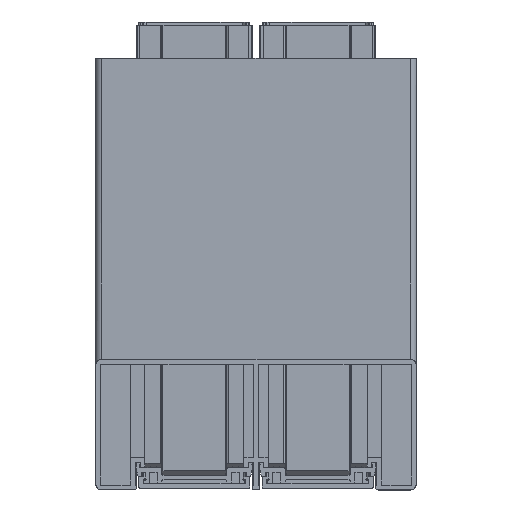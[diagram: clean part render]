
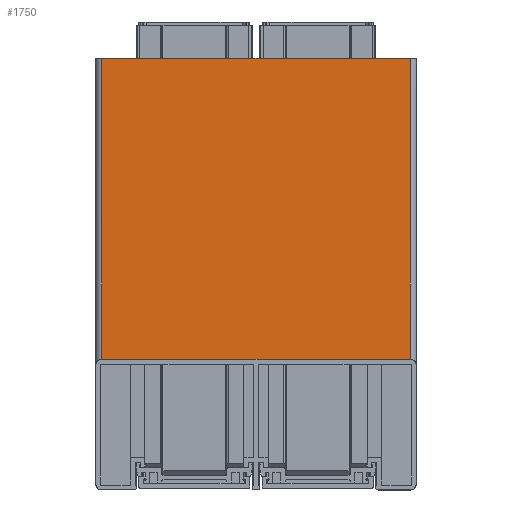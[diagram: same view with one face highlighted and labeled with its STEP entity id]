
A CAD part, front view. The second image highlights one B-rep face of the part: STEP entity #1750.
In plain terms, the highlighted planar face has unit normal (0, -1, 0).
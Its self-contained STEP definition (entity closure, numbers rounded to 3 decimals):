
#2 = VECTOR ( 'NONE', #2866, 1000. ) ;
#169 = EDGE_CURVE ( 'NONE', #5049, #2142, #538, .T. ) ;
#212 = VERTEX_POINT ( 'NONE', #352 ) ;
#229 = VECTOR ( 'NONE', #2265, 1000. ) ;
#291 = EDGE_CURVE ( 'NONE', #1761, #212, #3936, .T. ) ;
#352 = CARTESIAN_POINT ( 'NONE',  ( 62.5, -53., 0. ) ) ;
#424 = ORIENTED_EDGE ( 'NONE', *, *, #169, .T. ) ;
#516 = EDGE_LOOP ( 'NONE', ( #424, #1323, #842, #3750 ) ) ;
#538 = LINE ( 'NONE', #4582, #1482 ) ;
#614 = EDGE_CURVE ( 'NONE', #2142, #1761, #3821, .T. ) ;
#758 = CARTESIAN_POINT ( 'NONE',  ( -62.5, -53., 0. ) ) ;
#837 = CARTESIAN_POINT ( 'NONE',  ( -62.5, -53., -122. ) ) ;
#842 = ORIENTED_EDGE ( 'NONE', *, *, #291, .T. ) ;
#844 = LINE ( 'NONE', #4129, #2 ) ;
#901 = FACE_OUTER_BOUND ( 'NONE', #516, .T. ) ;
#1242 = AXIS2_PLACEMENT_3D ( 'NONE', #2979, #3252, #1414 ) ;
#1323 = ORIENTED_EDGE ( 'NONE', *, *, #614, .T. ) ;
#1414 = DIRECTION ( 'NONE',  ( 0., 0., 1. ) ) ;
#1482 = VECTOR ( 'NONE', #2662, 1000. ) ;
#1750 = ADVANCED_FACE ( 'NONE', ( #901 ), #1862, .F. ) ;
#1761 = VERTEX_POINT ( 'NONE', #4239 ) ;
#1862 = PLANE ( 'NONE',  #1242 ) ;
#2099 = CARTESIAN_POINT ( 'NONE',  ( -65., -53., -122. ) ) ;
#2142 = VERTEX_POINT ( 'NONE', #837 ) ;
#2265 = DIRECTION ( 'NONE',  ( 1., 0., 0. ) ) ;
#2662 = DIRECTION ( 'NONE',  ( 0., 0., -1. ) ) ;
#2691 = DIRECTION ( 'NONE',  ( 0., 0., 1. ) ) ;
#2866 = DIRECTION ( 'NONE',  ( 1., 0., 0. ) ) ;
#2873 = EDGE_CURVE ( 'NONE', #5049, #212, #844, .T. ) ;
#2979 = CARTESIAN_POINT ( 'NONE',  ( 0., -53., 1000. ) ) ;
#3252 = DIRECTION ( 'NONE',  ( 0., 1., 0. ) ) ;
#3750 = ORIENTED_EDGE ( 'NONE', *, *, #2873, .F. ) ;
#3821 = LINE ( 'NONE', #2099, #229 ) ;
#3936 = LINE ( 'NONE', #3938, #4165 ) ;
#3938 = CARTESIAN_POINT ( 'NONE',  ( 62.5, -53., 1000. ) ) ;
#4129 = CARTESIAN_POINT ( 'NONE',  ( -65., -53., 0. ) ) ;
#4165 = VECTOR ( 'NONE', #2691, 1000. ) ;
#4239 = CARTESIAN_POINT ( 'NONE',  ( 62.5, -53., -122. ) ) ;
#4582 = CARTESIAN_POINT ( 'NONE',  ( -62.5, -53., 1000. ) ) ;
#5049 = VERTEX_POINT ( 'NONE', #758 ) ;
